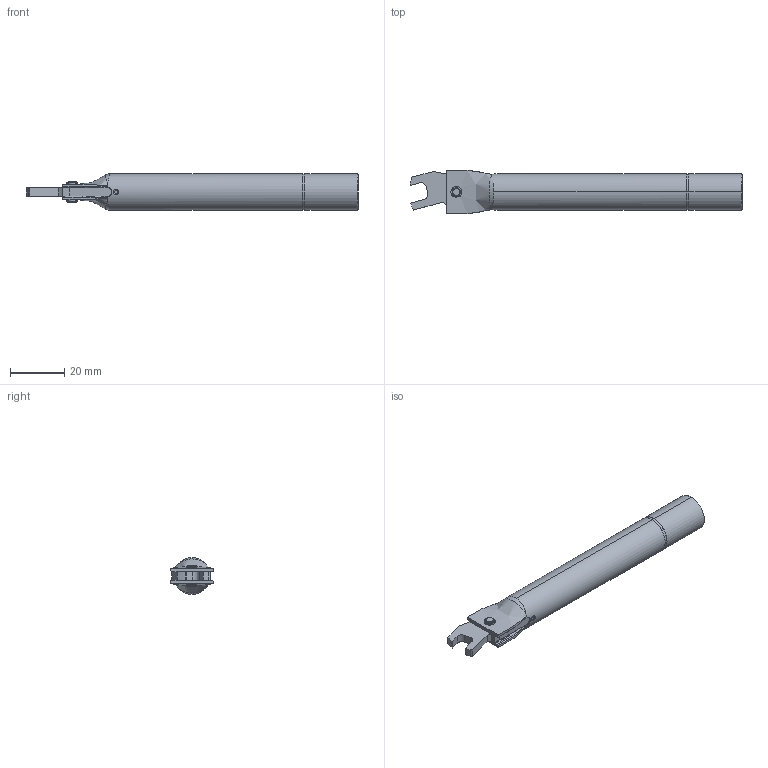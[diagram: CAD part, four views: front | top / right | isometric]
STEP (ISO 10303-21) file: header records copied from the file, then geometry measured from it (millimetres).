
FILE_DESCRIPTION (( 'STEP AP203' ), '1' );
FILE_NAME ('R282319000D.STEP', '2025-08-13T06:12:49', ( '' ), ( '' ), 'SwSTEP 2.0', 'SolidWorks 2025', '' );
FILE_SCHEMA (( 'CONFIG_CONTROL_DESIGN' ));
Length unit declared in the file: millimetre
Products named in the file (1): R282319000D
Bounding box: 122.03 x 16.14 x 13.5 mm (x, y, z)
Volume: 14284.1 mm3; surface area: 5954.2 mm2
Topology: 1 solids, 3 shells, 137 faces, 358 edges, 236 vertices
Faces by surface type: plane 51, cylinder 44, bspline 26, cone 12, sphere 4
Entity records: 6896 total; most frequent: CARTESIAN_POINT 3622, ORIENTED_EDGE 708, DIRECTION 596, EDGE_CURVE 354, VERTEX_POINT 236, AXIS2_PLACEMENT_3D 221, LINE 154, VECTOR 154
